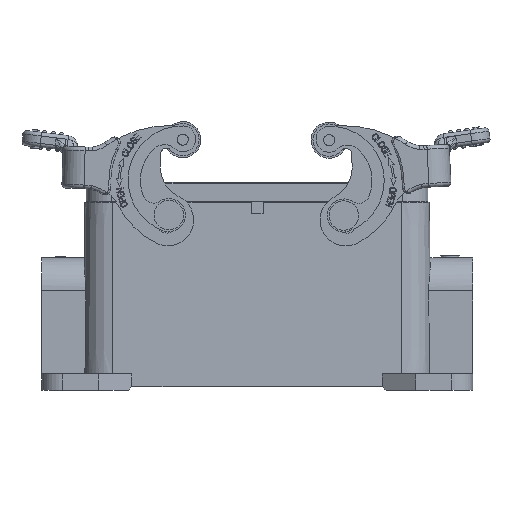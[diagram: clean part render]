
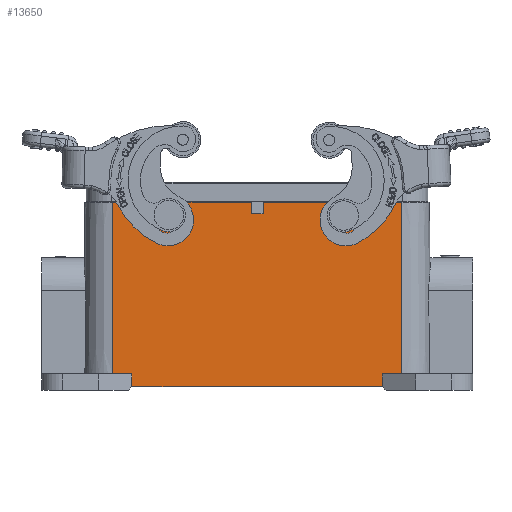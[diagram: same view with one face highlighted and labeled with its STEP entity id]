
A CAD part, front view. The second image highlights one B-rep face of the part: STEP entity #13650.
In plain terms, the highlighted planar face has unit normal (0, -1, 0.009).
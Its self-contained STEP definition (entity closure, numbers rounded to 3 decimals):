
#40=ELLIPSE('',#37576,1.5,1.5);
#41=ELLIPSE('',#37579,1.5,1.5);
#2880=LINE('',#64782,#5250);
#2881=LINE('',#64784,#5251);
#2882=LINE('',#64787,#5252);
#2883=LINE('',#64789,#5253);
#2884=LINE('',#64791,#5254);
#2885=LINE('',#64793,#5255);
#2886=LINE('',#64794,#5256);
#2887=LINE('',#64796,#5257);
#2888=LINE('',#64798,#5258);
#2889=LINE('',#64800,#5259);
#2890=LINE('',#64802,#5260);
#2891=LINE('',#64804,#5261);
#5250=VECTOR('',#44500,1.);
#5251=VECTOR('',#44503,1.);
#5252=VECTOR('',#44504,1.);
#5253=VECTOR('',#44505,1.);
#5254=VECTOR('',#44506,1.);
#5255=VECTOR('',#44507,1.);
#5256=VECTOR('',#44508,1.);
#5257=VECTOR('',#44509,1.);
#5258=VECTOR('',#44510,1.);
#5259=VECTOR('',#44511,1.);
#5260=VECTOR('',#44512,1.);
#5261=VECTOR('',#44513,1.);
#12143=FACE_BOUND('',#17978,.T.);
#12144=FACE_BOUND('',#17979,.T.);
#12145=FACE_BOUND('',#17980,.T.);
#13650=ADVANCED_FACE('',(#12143,#12144,#12145),#14606,.T.);
#14606=PLANE('',#37591);
#17978=EDGE_LOOP('',(#25486,#25487,#25488,#25489,#25490,#25491,#25492,#25493,
#25494,#25495,#25496,#25497));
#17979=EDGE_LOOP('',(#25498));
#17980=EDGE_LOOP('',(#25499));
#25486=ORIENTED_EDGE('',*,*,#33430,.T.);
#25487=ORIENTED_EDGE('',*,*,#33431,.T.);
#25488=ORIENTED_EDGE('',*,*,#33432,.F.);
#25489=ORIENTED_EDGE('',*,*,#33433,.T.);
#25490=ORIENTED_EDGE('',*,*,#33434,.F.);
#25491=ORIENTED_EDGE('',*,*,#33429,.T.);
#25492=ORIENTED_EDGE('',*,*,#33435,.F.);
#25493=ORIENTED_EDGE('',*,*,#33436,.T.);
#25494=ORIENTED_EDGE('',*,*,#33437,.T.);
#25495=ORIENTED_EDGE('',*,*,#33438,.T.);
#25496=ORIENTED_EDGE('',*,*,#33439,.F.);
#25497=ORIENTED_EDGE('',*,*,#33440,.F.);
#25498=ORIENTED_EDGE('',*,*,#33407,.T.);
#25499=ORIENTED_EDGE('',*,*,#33405,.T.);
#29332=VERTEX_POINT('',#64732);
#29334=VERTEX_POINT('',#64737);
#29347=VERTEX_POINT('',#64765);
#29353=VERTEX_POINT('',#64781);
#29354=VERTEX_POINT('',#64785);
#29355=VERTEX_POINT('',#64786);
#29356=VERTEX_POINT('',#64788);
#29357=VERTEX_POINT('',#64790);
#29358=VERTEX_POINT('',#64792);
#29359=VERTEX_POINT('',#64795);
#29360=VERTEX_POINT('',#64797);
#29361=VERTEX_POINT('',#64799);
#29362=VERTEX_POINT('',#64801);
#29363=VERTEX_POINT('',#64803);
#33405=EDGE_CURVE('',#29332,#29332,#40,.T.);
#33407=EDGE_CURVE('',#29334,#29334,#41,.T.);
#33429=EDGE_CURVE('',#29347,#29353,#2880,.T.);
#33430=EDGE_CURVE('',#29354,#29355,#2881,.T.);
#33431=EDGE_CURVE('',#29355,#29356,#2882,.T.);
#33432=EDGE_CURVE('',#29357,#29356,#2883,.T.);
#33433=EDGE_CURVE('',#29357,#29358,#2884,.T.);
#33434=EDGE_CURVE('',#29347,#29358,#2885,.T.);
#33435=EDGE_CURVE('',#29359,#29353,#2886,.T.);
#33436=EDGE_CURVE('',#29359,#29360,#2887,.T.);
#33437=EDGE_CURVE('',#29360,#29361,#2888,.T.);
#33438=EDGE_CURVE('',#29361,#29362,#2889,.T.);
#33439=EDGE_CURVE('',#29363,#29362,#2890,.T.);
#33440=EDGE_CURVE('',#29354,#29363,#2891,.T.);
#37576=AXIS2_PLACEMENT_3D('',#64731,#44457,#44458);
#37579=AXIS2_PLACEMENT_3D('',#64736,#44463,#44464);
#37591=AXIS2_PLACEMENT_3D('',#64805,#44514,#44515);
#44457=DIRECTION('',(0.,1.,-0.009));
#44458=DIRECTION('',(0.,0.009,1.));
#44463=DIRECTION('',(0.,1.,-0.009));
#44464=DIRECTION('',(0.,0.009,1.));
#44500=DIRECTION('',(0.,0.009,1.));
#44503=DIRECTION('',(-1.,0.,0.));
#44504=DIRECTION('',(0.,-0.009,-1.));
#44505=DIRECTION('',(-1.,0.,0.));
#44506=DIRECTION('',(0.,-0.009,-1.));
#44507=DIRECTION('',(-1.,0.,0.));
#44508=DIRECTION('',(-1.,0.,0.));
#44509=DIRECTION('',(0.,0.009,1.));
#44510=DIRECTION('',(-1.,0.,0.));
#44511=DIRECTION('',(0.,-0.009,-1.));
#44512=DIRECTION('',(1.,0.,0.));
#44513=DIRECTION('',(0.,-0.009,-1.));
#44514=DIRECTION('',(0.,-1.,0.009));
#44515=DIRECTION('',(-1.,0.,0.));
#64731=CARTESIAN_POINT('',(23.75,-21.531,21.));
#64732=CARTESIAN_POINT('',(23.75,-21.517,22.5));
#64736=CARTESIAN_POINT('',(-23.75,-21.531,21.));
#64737=CARTESIAN_POINT('',(-23.75,-21.517,22.5));
#64765=CARTESIAN_POINT('',(34.,-21.936,-25.5));
#64781=CARTESIAN_POINT('',(34.,-21.906,-22.));
#64782=CARTESIAN_POINT('',(34.,-21.936,-25.5));
#64784=CARTESIAN_POINT('',(-1.6,-21.5,24.5));
#64785=CARTESIAN_POINT('',(-1.6,-21.5,24.5));
#64786=CARTESIAN_POINT('',(-39.25,-21.5,24.5));
#64787=CARTESIAN_POINT('',(-39.25,-21.5,24.5));
#64788=CARTESIAN_POINT('',(-39.25,-21.906,-22.));
#64789=CARTESIAN_POINT('',(-34.,-21.906,-22.));
#64790=CARTESIAN_POINT('',(-34.,-21.906,-22.));
#64791=CARTESIAN_POINT('',(-34.,-21.906,-22.));
#64792=CARTESIAN_POINT('',(-34.,-21.936,-25.5));
#64793=CARTESIAN_POINT('',(34.,-21.936,-25.5));
#64794=CARTESIAN_POINT('',(39.25,-21.906,-22.));
#64795=CARTESIAN_POINT('',(39.25,-21.906,-22.));
#64796=CARTESIAN_POINT('',(39.25,-21.906,-22.));
#64797=CARTESIAN_POINT('',(39.25,-21.5,24.5));
#64798=CARTESIAN_POINT('',(39.25,-21.5,24.5));
#64799=CARTESIAN_POINT('',(1.6,-21.5,24.5));
#64800=CARTESIAN_POINT('',(1.6,-21.5,24.5));
#64801=CARTESIAN_POINT('',(1.6,-21.526,21.5));
#64802=CARTESIAN_POINT('',(-1.6,-21.526,21.5));
#64803=CARTESIAN_POINT('',(-1.6,-21.526,21.5));
#64804=CARTESIAN_POINT('',(-1.6,-21.5,24.5));
#64805=CARTESIAN_POINT('',(-41.628,-21.5,24.5));
